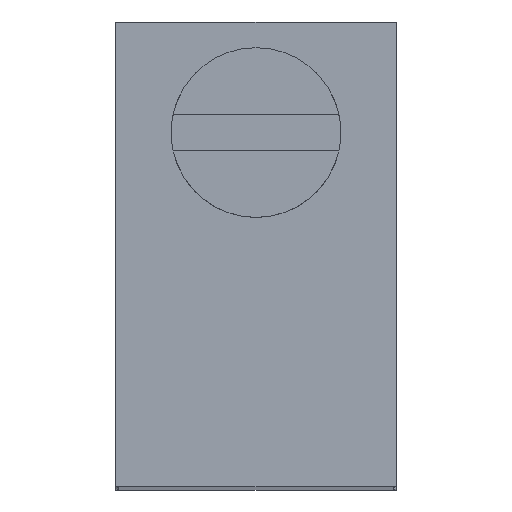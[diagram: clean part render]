
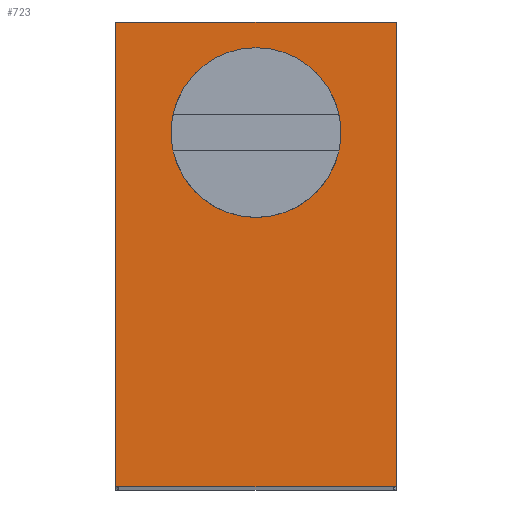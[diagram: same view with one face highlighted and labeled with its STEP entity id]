
A CAD part, top view. The second image highlights one B-rep face of the part: STEP entity #723.
In plain terms, the highlighted planar face has unit normal (0, 0, 1).
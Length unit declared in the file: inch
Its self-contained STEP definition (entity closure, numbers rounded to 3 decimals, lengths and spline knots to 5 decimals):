
#104=DIRECTION('',(1.,0.,0.));
#105=VECTOR('',#104,0.19);
#106=CARTESIAN_POINT('',(-0.095,-0.1575,0.625));
#107=LINE('',#106,#105);
#108=DIRECTION('',(0.,1.,0.));
#109=VECTOR('',#108,0.315);
#110=CARTESIAN_POINT('',(0.095,-0.1575,0.625));
#111=LINE('',#110,#109);
#122=DIRECTION('',(0.,1.,0.));
#123=VECTOR('',#122,0.315);
#124=CARTESIAN_POINT('',(-0.095,-0.1575,0.625));
#125=LINE('',#124,#123);
#126=CARTESIAN_POINT('',(0.,0.0825,0.625));
#127=DIRECTION('',(0.,0.,1.));
#128=DIRECTION('',(1.,0.,0.));
#129=AXIS2_PLACEMENT_3D('',#126,#127,#128);
#131=CARTESIAN_POINT('',(0.,0.0825,0.625));
#132=DIRECTION('',(0.,0.,1.));
#133=DIRECTION('',(-1.,0.,0.));
#134=AXIS2_PLACEMENT_3D('',#131,#132,#133);
#180=DIRECTION('',(1.,0.,0.));
#181=VECTOR('',#180,0.19);
#182=CARTESIAN_POINT('',(-0.095,0.1575,0.625));
#183=LINE('',#182,#181);
#450=CARTESIAN_POINT('',(0.095,-0.1575,0.625));
#452=VERTEX_POINT('',#450);
#472=CARTESIAN_POINT('',(-0.095,-0.1575,0.625));
#473=VERTEX_POINT('',#472);
#474=CARTESIAN_POINT('',(0.095,0.1575,0.625));
#476=VERTEX_POINT('',#474);
#496=CARTESIAN_POINT('',(-0.095,0.1575,0.625));
#497=VERTEX_POINT('',#496);
#514=CARTESIAN_POINT('',(0.0575,0.0825,0.625));
#515=CARTESIAN_POINT('',(-0.0575,0.0825,0.625));
#516=VERTEX_POINT('',#514);
#517=VERTEX_POINT('',#515);
#704=CARTESIAN_POINT('',(-0.095,-0.1575,0.625));
#705=DIRECTION('',(0.,0.,1.));
#706=DIRECTION('',(1.,0.,0.));
#707=AXIS2_PLACEMENT_3D('',#704,#705,#706);
#708=PLANE('',#707);
#709=ORIENTED_EDGE('',*,*,#678,.F.);
#711=ORIENTED_EDGE('',*,*,#710,.T.);
#713=ORIENTED_EDGE('',*,*,#712,.T.);
#714=ORIENTED_EDGE('',*,*,#689,.F.);
#715=EDGE_LOOP('',(#709,#711,#713,#714));
#716=FACE_OUTER_BOUND('',#715,.F.);
#718=ORIENTED_EDGE('',*,*,#717,.T.);
#720=ORIENTED_EDGE('',*,*,#719,.T.);
#721=EDGE_LOOP('',(#718,#720));
#722=FACE_BOUND('',#721,.F.);
#723=ADVANCED_FACE('',(#716,#722),#708,.T.);
#130=CIRCLE('',#129,0.0575);
#135=CIRCLE('',#134,0.0575);
#678=EDGE_CURVE('',#473,#452,#107,.T.);
#689=EDGE_CURVE('',#452,#476,#111,.T.);
#710=EDGE_CURVE('',#473,#497,#125,.T.);
#712=EDGE_CURVE('',#497,#476,#183,.T.);
#717=EDGE_CURVE('',#516,#517,#130,.T.);
#719=EDGE_CURVE('',#517,#516,#135,.T.);
